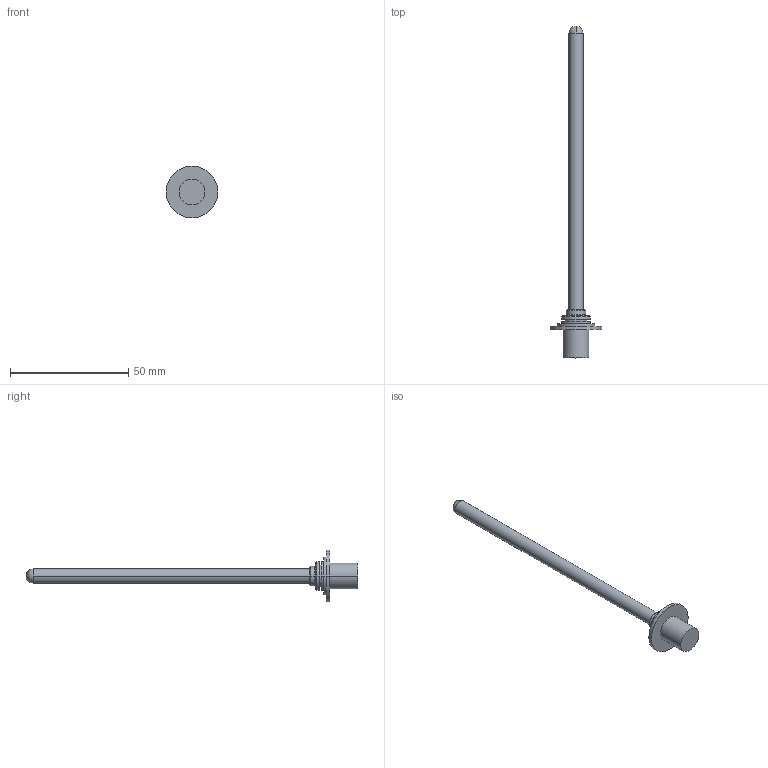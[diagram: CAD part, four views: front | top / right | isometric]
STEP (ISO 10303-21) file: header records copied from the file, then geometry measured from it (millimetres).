
FILE_DESCRIPTION((''),'2;1');
FILE_NAME('3d_KXAM1.stp','2012-10-03T07:32:53',(''),(''),'Mechanical Desktop 2011','Mechanical Desktop 2011',', , ');
FILE_SCHEMA(('CONFIG_CONTROL_DESIGN'));
Length unit declared in the file: millimetre
Products named in the file (1): Product
Bounding box: 22 x 140.5 x 22 mm (x, y, z)
Volume: 5769.9 mm3; surface area: 4644.5 mm2
Topology: 4 solids, 4 shells, 35 faces, 66 edges, 41 vertices
Faces by surface type: cylinder 16, plane 11, cone 6, sphere 2
Entity records: 969 total; most frequent: DIRECTION 178, CARTESIAN_POINT 141, ORIENTED_EDGE 128, AXIS2_PLACEMENT_3D 78, EDGE_CURVE 64, CIRCLE 42, VERTEX_POINT 41, EDGE_LOOP 39
